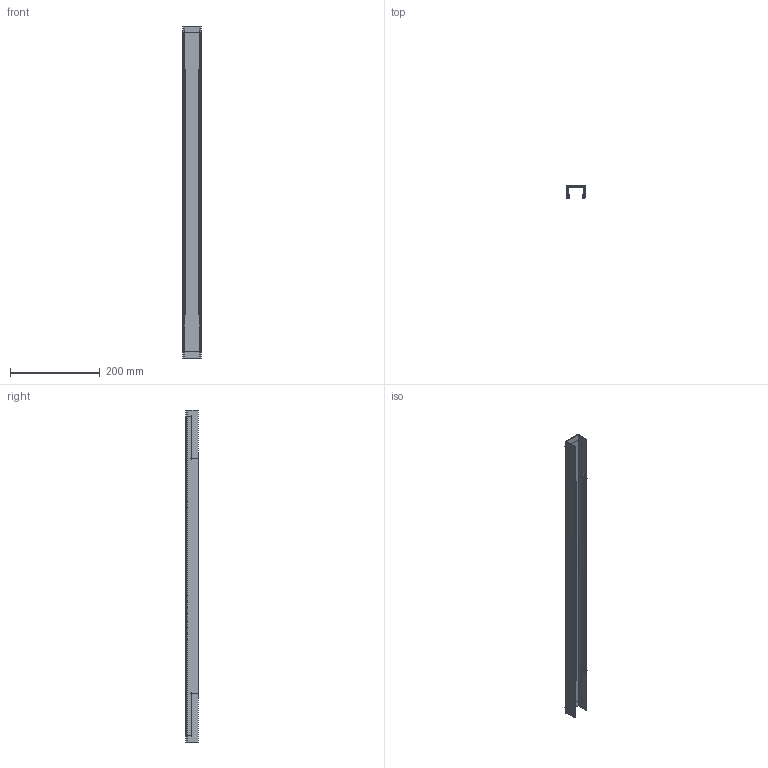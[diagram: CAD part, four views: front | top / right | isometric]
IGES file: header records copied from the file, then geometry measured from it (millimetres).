
Start section:  PTC IGES file: 215040.igs
Global section: file name: 215040.igs; native system: Creo Parametric by PTC Inc.; preprocessor: 2018300; author: pdmadmin; organization: Unknown; date: 20191112.070635; units: millimetre
Bounding box: 42.42 x 28.79 x 737.98 mm (x, y, z)
Volume: 113662.6 mm3; surface area: 593871.1 mm2
Topology: 3 solids, 3 shells, 84 faces, 360 edges, 424 vertices
Faces by surface type: bspline 76, revolution 8
